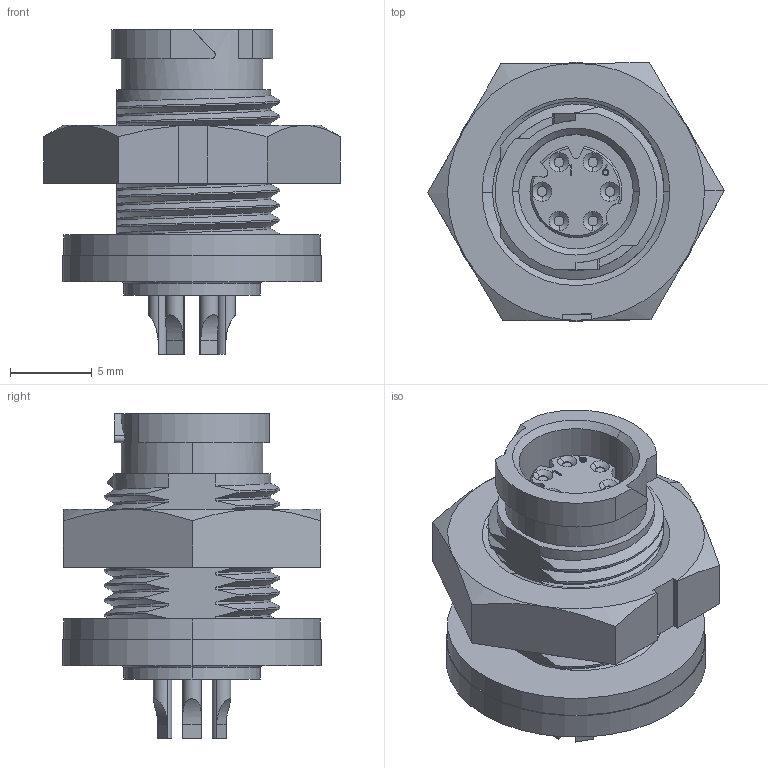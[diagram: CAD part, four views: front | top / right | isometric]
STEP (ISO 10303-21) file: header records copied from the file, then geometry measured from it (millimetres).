
FILE_DESCRIPTION (( 'STEP AP203' ), '1' );
FILE_NAME ('W17982-6SG-P-300.STEP', '2021-08-10T15:31:14', ( '' ), ( '' ), 'SwSTEP 2.0', 'SolidWorks 2020', '' );
FILE_SCHEMA (( 'CONFIG_CONTROL_DESIGN' ));
Length unit declared in the file: millimetre
Products named in the file (1): W17982-6SG-P-300
Bounding box: 18.18 x 15.88 x 19.89 mm (x, y, z)
Volume: 1805.3 mm3; surface area: 2190.5 mm2
Topology: 2 solids, 2 shells, 346 faces, 885 edges, 568 vertices
Faces by surface type: plane 123, cylinder 114, bspline 68, cone 29, sphere 8, torus 4
Entity records: 19748 total; most frequent: CARTESIAN_POINT 11990, ORIENTED_EDGE 1746, DIRECTION 1365, EDGE_CURVE 873, VERTEX_POINT 562, AXIS2_PLACEMENT_3D 463, LINE 439, VECTOR 439
